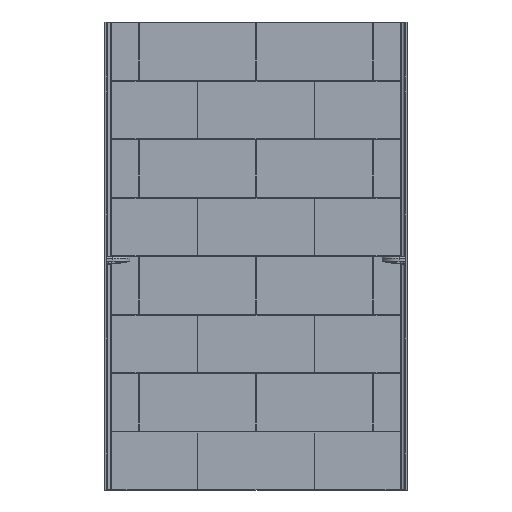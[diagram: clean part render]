
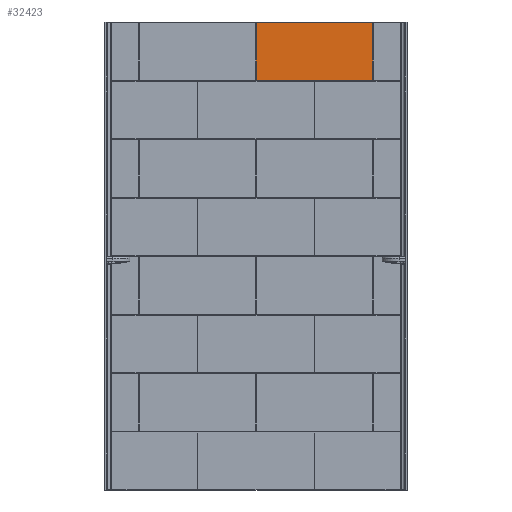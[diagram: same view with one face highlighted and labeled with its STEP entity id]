
A CAD part, top view. The second image highlights one B-rep face of the part: STEP entity #32423.
In plain terms, the highlighted planar face has unit normal (0, 0, 1).
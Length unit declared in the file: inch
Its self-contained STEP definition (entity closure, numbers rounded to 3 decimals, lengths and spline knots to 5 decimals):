
#197 = CARTESIAN_POINT ( 'NONE',  ( 36.0874, -23.91214, 0.1875 ) ) ;
#1168 = CARTESIAN_POINT ( 'NONE',  ( 47.96201, -0.08478, 0.1875 ) ) ;
#2184 = PLANE ( 'NONE',  #54851 ) ;
#2368 = VECTOR ( 'NONE', #46578, 39.37008 ) ;
#5852 = CARTESIAN_POINT ( 'NONE',  ( 36.09037, -23.91433, 0.1875 ) ) ;
#7135 = CARTESIAN_POINT ( 'NONE',  ( 36.0849, -23.90723, 0.1875 ) ) ;
#8061 = CARTESIAN_POINT ( 'NONE',  ( 36.08478, -0.0945, 0.1875 ) ) ;
#9949 = VERTEX_POINT ( 'NONE', #1168 ) ;
#10302 = CARTESIAN_POINT ( 'NONE',  ( 36.08478, -0.09385, 0.1875 ) ) ;
#11490 = CARTESIAN_POINT ( 'NONE',  ( 36.08876, -23.91336, 0.1875 ) ) ;
#12165 = DIRECTION ( 'NONE',  ( 1., 0., 0. ) ) ;
#12354 = CARTESIAN_POINT ( 'NONE',  ( 36.09364, -23.91522, 0.1875 ) ) ;
#13871 = CARTESIAN_POINT ( 'NONE',  ( 0., -23.91522, 0.1875 ) ) ;
#15537 = ORIENTED_EDGE ( 'NONE', *, *, #17421, .T. ) ;
#17421 = EDGE_CURVE ( 'NONE', #46912, #47751, #73362, .T. ) ;
#17672 = CARTESIAN_POINT ( 'NONE',  ( 36.08692, -0.08819, 0.1875 ) ) ;
#18621 = EDGE_CURVE ( 'NONE', #46912, #59679, #75122, .T. ) ;
#18896 = ORIENTED_EDGE ( 'NONE', *, *, #55434, .T. ) ;
#20418 = CARTESIAN_POINT ( 'NONE',  ( 0., 0., 0.1875 ) ) ;
#20574 = VECTOR ( 'NONE', #12165, 39.37008 ) ;
#21257 = DIRECTION ( 'NONE',  ( 0., 0., 1. ) ) ;
#26461 = EDGE_CURVE ( 'NONE', #9949, #47751, #26585, .T. ) ;
#26585 = LINE ( 'NONE', #79576, #2368 ) ;
#29389 = CARTESIAN_POINT ( 'NONE',  ( 36.0945, -0.08478, 0.1875 ) ) ;
#30131 = CARTESIAN_POINT ( 'NONE',  ( 47.96201, -23.91522, 0.1875 ) ) ;
#31445 = CARTESIAN_POINT ( 'NONE',  ( 36.09277, -23.9151, 0.1875 ) ) ;
#32000 = B_SPLINE_CURVE_WITH_KNOTS ( 'NONE', 3,
 ( #76329, #10302, #55895, #75446, #77160, #17672, #35478, #82379, #56777, #29389 ),
 .UNSPECIFIED., .F., .F.,
 ( 4, 2, 2, 2, 4 ),
 ( 0., 0.12821, 0.33333, 0.66154, 1. ),
 .UNSPECIFIED. ) ;
#32423 = ADVANCED_FACE ( 'NONE', ( #81184 ), #2184, .T. ) ;
#33574 = CARTESIAN_POINT ( 'NONE',  ( 36.08535, -23.90887, 0.1875 ) ) ;
#35236 = VERTEX_POINT ( 'NONE', #8061 ) ;
#35478 = CARTESIAN_POINT ( 'NONE',  ( 36.08813, -0.08697, 0.1875 ) ) ;
#36732 = DIRECTION ( 'NONE',  ( -1., 0., 0. ) ) ;
#37951 = CARTESIAN_POINT ( 'NONE',  ( 36.0881, -23.91282, 0.1875 ) ) ;
#38831 = CARTESIAN_POINT ( 'NONE',  ( 36.08919, -23.91366, 0.1875 ) ) ;
#40525 = CARTESIAN_POINT ( 'NONE',  ( 36.08635, -23.91081, 0.1875 ) ) ;
#42185 = CARTESIAN_POINT ( 'NONE',  ( 36.0945, -23.91522, 0.1875 ) ) ;
#45348 = CARTESIAN_POINT ( 'NONE',  ( 36.0945, -23.91522, 0.1875 ) ) ;
#45986 = VERTEX_POINT ( 'NONE', #46792 ) ;
#46578 = DIRECTION ( 'NONE',  ( 0., -1., 0. ) ) ;
#46792 = CARTESIAN_POINT ( 'NONE',  ( 36.0945, -0.08478, 0.1875 ) ) ;
#46912 = VERTEX_POINT ( 'NONE', #42185 ) ;
#47442 = VECTOR ( 'NONE', #56869, 39.37008 ) ;
#47751 = VERTEX_POINT ( 'NONE', #30131 ) ;
#51428 = CARTESIAN_POINT ( 'NONE',  ( 36.08786, -23.9126, 0.1875 ) ) ;
#53559 = CARTESIAN_POINT ( 'NONE',  ( 36.08567, -23.90964, 0.1875 ) ) ;
#53994 = CARTESIAN_POINT ( 'NONE',  ( 36.08478, -23.9055, 0.1875 ) ) ;
#54851 = AXIS2_PLACEMENT_3D ( 'NONE', #20418, #21257, #66867 ) ;
#55434 = EDGE_CURVE ( 'NONE', #9949, #45986, #77142, .T. ) ;
#55895 = CARTESIAN_POINT ( 'NONE',  ( 36.08485, -0.09319, 0.1875 ) ) ;
#56754 = CARTESIAN_POINT ( 'NONE',  ( 0., -0.08478, 0.1875 ) ) ;
#56777 = CARTESIAN_POINT ( 'NONE',  ( 36.09279, -0.08478, 0.1875 ) ) ;
#56869 = DIRECTION ( 'NONE',  ( 0., -1., 0. ) ) ;
#58794 = ORIENTED_EDGE ( 'NONE', *, *, #65864, .T. ) ;
#59679 = VERTEX_POINT ( 'NONE', #68369 ) ;
#64450 = CARTESIAN_POINT ( 'NONE',  ( 36.09114, -23.91465, 0.1875 ) ) ;
#65722 = CARTESIAN_POINT ( 'NONE',  ( 36.08664, -23.91124, 0.1875 ) ) ;
#65864 = EDGE_CURVE ( 'NONE', #35236, #59679, #77700, .T. ) ;
#66604 = CARTESIAN_POINT ( 'NONE',  ( 36.08718, -23.9119, 0.1875 ) ) ;
#66867 = DIRECTION ( 'NONE',  ( 1., 0., 0. ) ) ;
#68369 = CARTESIAN_POINT ( 'NONE',  ( 36.08478, -23.9055, 0.1875 ) ) ;
#68413 = ORIENTED_EDGE ( 'NONE', *, *, #26461, .F. ) ;
#68778 = ORIENTED_EDGE ( 'NONE', *, *, #82759, .F. ) ;
#71587 = CARTESIAN_POINT ( 'NONE',  ( 36.08478, 0., 0.1875 ) ) ;
#71600 = ORIENTED_EDGE ( 'NONE', *, *, #18621, .F. ) ;
#73362 = LINE ( 'NONE', #13871, #20574 ) ;
#75122 = B_SPLINE_CURVE_WITH_KNOTS ( 'NONE', 3,
 ( #45348, #12354, #31445, #64450, #5852, #38831, #11490, #37951, #51428, #197, #66604, #65722, #40525, #53559, #33574, #7135, #80063, #53994 ),
 .UNSPECIFIED., .F., .F.,
 ( 4, 2, 2, 2, 2, 2, 2, 2, 4 ),
 ( 0., 0.16923, 0.33333, 0.4359, 0.5, 0.5641, 0.66667, 0.83077, 1. ),
 .UNSPECIFIED. ) ;
#75446 = CARTESIAN_POINT ( 'NONE',  ( 36.08519, -0.09153, 0.1875 ) ) ;
#76329 = CARTESIAN_POINT ( 'NONE',  ( 36.08478, -0.0945, 0.1875 ) ) ;
#77142 = LINE ( 'NONE', #56754, #79949 ) ;
#77160 = CARTESIAN_POINT ( 'NONE',  ( 36.08556, -0.09055, 0.1875 ) ) ;
#77700 = LINE ( 'NONE', #71587, #47442 ) ;
#79576 = CARTESIAN_POINT ( 'NONE',  ( 47.96201, 0., 0.1875 ) ) ;
#79949 = VECTOR ( 'NONE', #36732, 39.37008 ) ;
#80063 = CARTESIAN_POINT ( 'NONE',  ( 36.08478, -23.90636, 0.1875 ) ) ;
#81184 = FACE_OUTER_BOUND ( 'NONE', #84004, .T. ) ;
#82379 = CARTESIAN_POINT ( 'NONE',  ( 36.09106, -0.08525, 0.1875 ) ) ;
#82759 = EDGE_CURVE ( 'NONE', #35236, #45986, #32000, .T. ) ;
#84004 = EDGE_LOOP ( 'NONE', ( #58794, #71600, #15537, #68413, #18896, #68778 ) ) ;
